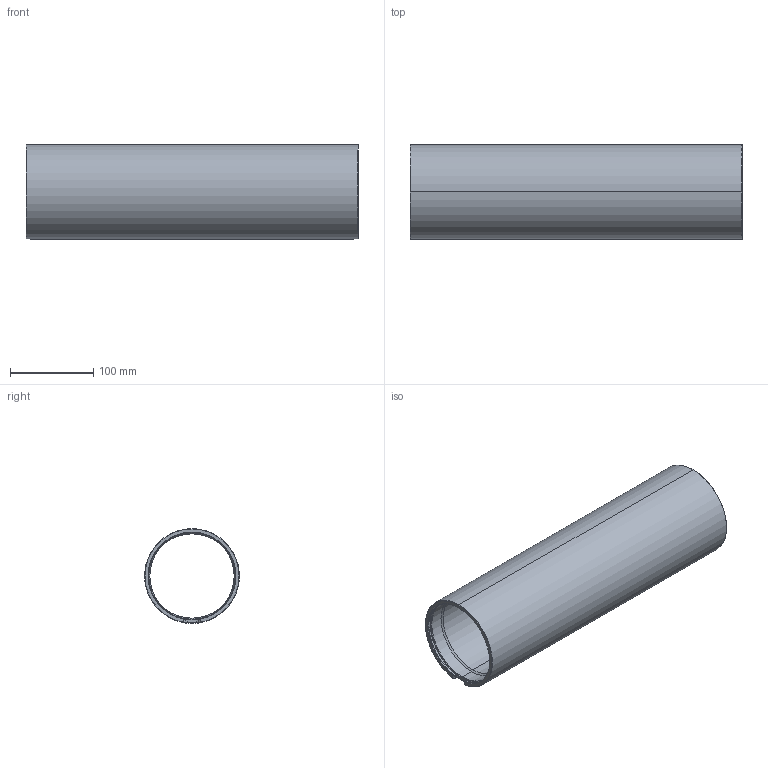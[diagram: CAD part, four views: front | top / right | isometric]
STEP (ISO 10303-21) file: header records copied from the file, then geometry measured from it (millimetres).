
FILE_DESCRIPTION (( 'STEP AP214' ), '1' );
FILE_NAME ('BR-101052-400_RevB.STEP', '2024-09-16T23:25:53', ( '' ), ( '' ), 'SwSTEP 2.0', 'SolidWorks 2024', '' );
FILE_SCHEMA (( 'AUTOMOTIVE_DESIGN' ));
Length unit declared in the file: millimetre
Products named in the file (1): BR-101052-400_RevB
Bounding box: 400 x 113.94 x 114.3 mm (x, y, z)
Volume: 837346.8 mm3; surface area: 274935.8 mm2
Topology: 1 solids, 1 shells, 82 faces, 216 edges, 134 vertices
Faces by surface type: bspline 24, cylinder 20, cone 14, torus 12, plane 12
Entity records: 5592 total; most frequent: CARTESIAN_POINT 3810, ORIENTED_EDGE 432, DIRECTION 278, EDGE_CURVE 216, VERTEX_POINT 134, AXIS2_PLACEMENT_3D 119, B_SPLINE_CURVE_WITH_KNOTS 112, FACE_OUTER_BOUND 82
